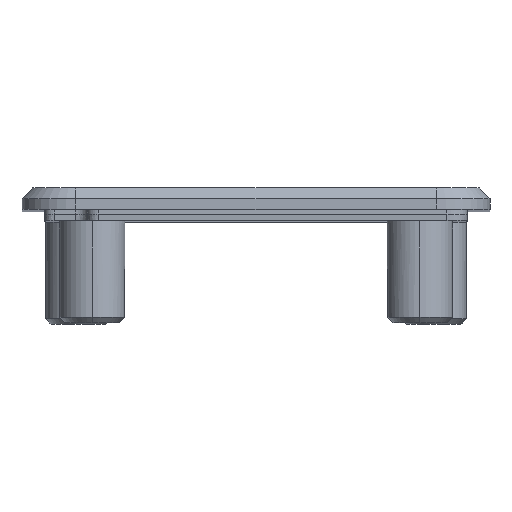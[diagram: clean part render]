
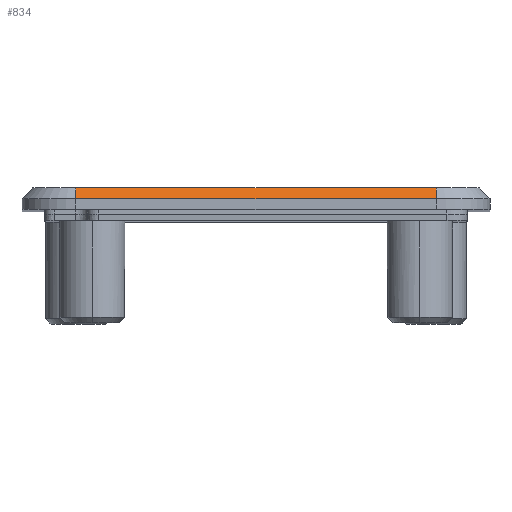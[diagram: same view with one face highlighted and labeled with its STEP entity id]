
A CAD part, top view. The second image highlights one B-rep face of the part: STEP entity #834.
In plain terms, the highlighted planar face has unit normal (0, 0.707, 0.707).
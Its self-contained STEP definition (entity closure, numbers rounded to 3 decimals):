
#48 = VERTEX_POINT ( 'NONE', #1724 ) ;
#100 = EDGE_CURVE ( 'NONE', #48, #2018, #1388, .T. ) ;
#420 = PLANE ( 'NONE',  #2699 ) ;
#452 = CARTESIAN_POINT ( 'NONE',  ( -16.75, 19.45, 75. ) ) ;
#525 = CARTESIAN_POINT ( 'NONE',  ( -16.75, 19.45, 75. ) ) ;
#593 = CARTESIAN_POINT ( 'NONE',  ( 16.75, 20.45, 74. ) ) ;
#660 = DIRECTION ( 'NONE',  ( 0., -0.707, 0.707 ) ) ;
#834 = ADVANCED_FACE ( 'NONE', ( #1227 ), #420, .T. ) ;
#881 = CARTESIAN_POINT ( 'NONE',  ( -16.75, 20.45, 74. ) ) ;
#899 = VECTOR ( 'NONE', #2693, 1000. ) ;
#972 = VERTEX_POINT ( 'NONE', #1487 ) ;
#1080 = LINE ( 'NONE', #525, #899 ) ;
#1143 = DIRECTION ( 'NONE',  ( -1., 0., 0. ) ) ;
#1207 = VECTOR ( 'NONE', #2146, 1000. ) ;
#1227 = FACE_OUTER_BOUND ( 'NONE', #1721, .T. ) ;
#1388 = LINE ( 'NONE', #881, #2214 ) ;
#1410 = EDGE_CURVE ( 'NONE', #48, #2826, #2397, .T. ) ;
#1487 = CARTESIAN_POINT ( 'NONE',  ( 16.75, 19.45, 75. ) ) ;
#1627 = ORIENTED_EDGE ( 'NONE', *, *, #100, .T. ) ;
#1721 = EDGE_LOOP ( 'NONE', ( #1627, #2376, #2163, #2478 ) ) ;
#1724 = CARTESIAN_POINT ( 'NONE',  ( -16.75, 20.45, 74. ) ) ;
#1952 = DIRECTION ( 'NONE',  ( 0., 0.707, 0.707 ) ) ;
#1991 = CARTESIAN_POINT ( 'NONE',  ( 16.75, 20.45, 74. ) ) ;
#2018 = VERTEX_POINT ( 'NONE', #452 ) ;
#2146 = DIRECTION ( 'NONE',  ( 1., 0., 0. ) ) ;
#2163 = ORIENTED_EDGE ( 'NONE', *, *, #2630, .F. ) ;
#2214 = VECTOR ( 'NONE', #3069, 1000. ) ;
#2218 = EDGE_CURVE ( 'NONE', #972, #2018, #1080, .T. ) ;
#2288 = CARTESIAN_POINT ( 'NONE',  ( 16.75, 20.45, 74. ) ) ;
#2376 = ORIENTED_EDGE ( 'NONE', *, *, #2218, .F. ) ;
#2397 = LINE ( 'NONE', #593, #1207 ) ;
#2478 = ORIENTED_EDGE ( 'NONE', *, *, #1410, .F. ) ;
#2630 = EDGE_CURVE ( 'NONE', #2826, #972, #3341, .T. ) ;
#2693 = DIRECTION ( 'NONE',  ( -1., 0., 0. ) ) ;
#2699 = AXIS2_PLACEMENT_3D ( 'NONE', #2288, #1952, #1143 ) ;
#2706 = VECTOR ( 'NONE', #660, 1000. ) ;
#2826 = VERTEX_POINT ( 'NONE', #3401 ) ;
#3069 = DIRECTION ( 'NONE',  ( 0., -0.707, 0.707 ) ) ;
#3341 = LINE ( 'NONE', #1991, #2706 ) ;
#3401 = CARTESIAN_POINT ( 'NONE',  ( 16.75, 20.45, 74. ) ) ;
